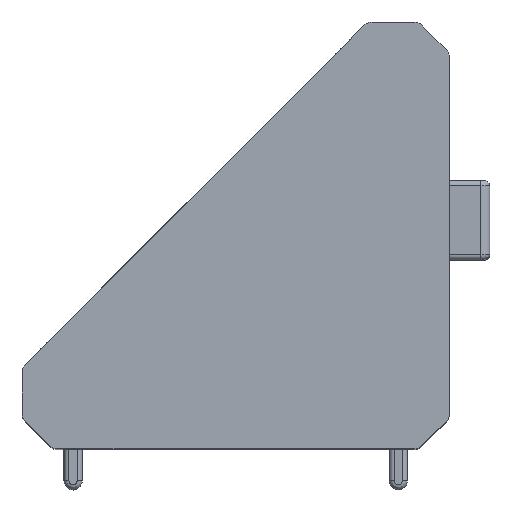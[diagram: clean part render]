
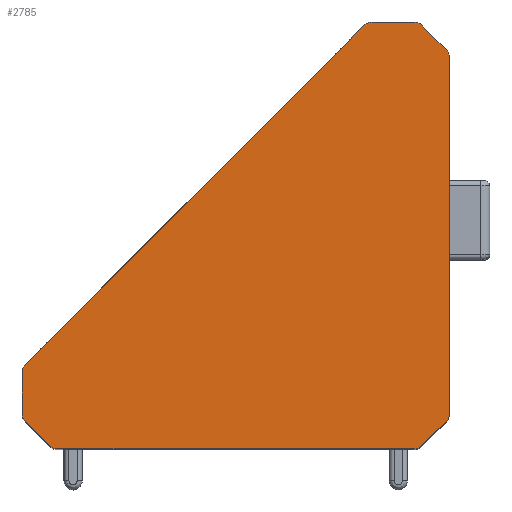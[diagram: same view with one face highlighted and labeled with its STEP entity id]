
A CAD part, top view. The second image highlights one B-rep face of the part: STEP entity #2785.
In plain terms, the highlighted planar face has unit normal (0, 0, 1).
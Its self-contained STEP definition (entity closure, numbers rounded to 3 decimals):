
#16 = CARTESIAN_POINT ( 'NONE',  ( -18.293, -20.707, 21. ) ) ;
#72 = CARTESIAN_POINT ( 'NONE',  ( 20.707, -18.293, 21. ) ) ;
#87 = DIRECTION ( 'NONE',  ( -1., 0., 0. ) ) ;
#93 = ORIENTED_EDGE ( 'NONE', *, *, #1923, .T. ) ;
#114 = VERTEX_POINT ( 'NONE', #16 ) ;
#123 = CARTESIAN_POINT ( 'NONE',  ( -20., -17.586, 21. ) ) ;
#143 = CARTESIAN_POINT ( 'NONE',  ( 17.586, -21., 21. ) ) ;
#157 = VERTEX_POINT ( 'NONE', #1331 ) ;
#209 = VERTEX_POINT ( 'NONE', #72 ) ;
#224 = CARTESIAN_POINT ( 'NONE',  ( -21., -21., 21. ) ) ;
#249 = VERTEX_POINT ( 'NONE', #2974 ) ;
#281 = CARTESIAN_POINT ( 'NONE',  ( 13.414, 20., 21. ) ) ;
#305 = ORIENTED_EDGE ( 'NONE', *, *, #3330, .F. ) ;
#306 = VECTOR ( 'NONE', #3717, 1000. ) ;
#355 = DIRECTION ( 'NONE',  ( 1., 0., 0. ) ) ;
#361 = DIRECTION ( 'NONE',  ( 0., 0., 1. ) ) ;
#382 = AXIS2_PLACEMENT_3D ( 'NONE', #1971, #3943, #1612 ) ;
#383 = DIRECTION ( 'NONE',  ( 1., 0., 0. ) ) ;
#411 = LINE ( 'NONE', #2098, #789 ) ;
#495 = EDGE_CURVE ( 'NONE', #783, #2059, #2110, .T. ) ;
#536 = PLANE ( 'NONE',  #382 ) ;
#551 = LINE ( 'NONE', #3867, #1171 ) ;
#553 = ORIENTED_EDGE ( 'NONE', *, *, #1896, .F. ) ;
#571 = VECTOR ( 'NONE', #3375, 1000. ) ;
#627 = CARTESIAN_POINT ( 'NONE',  ( -17.586, -21., 21. ) ) ;
#629 = VERTEX_POINT ( 'NONE', #1531 ) ;
#642 = DIRECTION ( 'NONE',  ( -1., 0., 0. ) ) ;
#670 = CARTESIAN_POINT ( 'NONE',  ( -21., -13.414, 21. ) ) ;
#672 = AXIS2_PLACEMENT_3D ( 'NONE', #281, #2618, #642 ) ;
#700 = DIRECTION ( 'NONE',  ( -1., 0., 0. ) ) ;
#705 = CARTESIAN_POINT ( 'NONE',  ( -19.5, -19.5, 21. ) ) ;
#713 = ORIENTED_EDGE ( 'NONE', *, *, #2032, .F. ) ;
#717 = VECTOR ( 'NONE', #2212, 1000. ) ;
#783 = VERTEX_POINT ( 'NONE', #2042 ) ;
#789 = VECTOR ( 'NONE', #826, 1000. ) ;
#813 = ORIENTED_EDGE ( 'NONE', *, *, #3814, .T. ) ;
#816 = ORIENTED_EDGE ( 'NONE', *, *, #2458, .F. ) ;
#818 = VECTOR ( 'NONE', #1326, 1000. ) ;
#826 = DIRECTION ( 'NONE',  ( 0., -1., 0. ) ) ;
#831 = CARTESIAN_POINT ( 'NONE',  ( -21., -17.586, 21. ) ) ;
#884 = CARTESIAN_POINT ( 'NONE',  ( 20.707, 18.293, 21. ) ) ;
#910 = LINE ( 'NONE', #2183, #3101 ) ;
#984 = CARTESIAN_POINT ( 'NONE',  ( -20., -13.414, 21. ) ) ;
#1035 = DIRECTION ( 'NONE',  ( -0.707, -0.707, 0. ) ) ;
#1071 = VECTOR ( 'NONE', #1035, 1000. ) ;
#1092 = EDGE_CURVE ( 'NONE', #1649, #157, #3160, .T. ) ;
#1116 = DIRECTION ( 'NONE',  ( 0., 0., -1. ) ) ;
#1171 = VECTOR ( 'NONE', #3825, 1000. ) ;
#1206 = AXIS2_PLACEMENT_3D ( 'NONE', #1322, #361, #383 ) ;
#1233 = CIRCLE ( 'NONE', #1789, 1. ) ;
#1272 = CARTESIAN_POINT ( 'NONE',  ( 19.5, -19.5, 21. ) ) ;
#1305 = CARTESIAN_POINT ( 'NONE',  ( 13., 21., 21. ) ) ;
#1306 = ORIENTED_EDGE ( 'NONE', *, *, #3074, .F. ) ;
#1322 = CARTESIAN_POINT ( 'NONE',  ( -17.586, -20., 21. ) ) ;
#1325 = EDGE_CURVE ( 'NONE', #249, #3437, #2539, .T. ) ;
#1326 = DIRECTION ( 'NONE',  ( 0.707, 0.707, 0. ) ) ;
#1331 = CARTESIAN_POINT ( 'NONE',  ( -20.707, -18.293, 21. ) ) ;
#1339 = EDGE_CURVE ( 'NONE', #209, #3738, #3626, .T. ) ;
#1391 = CARTESIAN_POINT ( 'NONE',  ( 19.5, 19.5, 21. ) ) ;
#1492 = EDGE_CURVE ( 'NONE', #2059, #2050, #3213, .T. ) ;
#1531 = CARTESIAN_POINT ( 'NONE',  ( 21., -17.586, 21. ) ) ;
#1612 = DIRECTION ( 'NONE',  ( 1., 0., 0. ) ) ;
#1643 = ORIENTED_EDGE ( 'NONE', *, *, #1339, .F. ) ;
#1649 = VERTEX_POINT ( 'NONE', #831 ) ;
#1669 = DIRECTION ( 'NONE',  ( 0., 0., 1. ) ) ;
#1740 = CARTESIAN_POINT ( 'NONE',  ( 18.293, -20.707, 21. ) ) ;
#1789 = AXIS2_PLACEMENT_3D ( 'NONE', #2060, #4080, #2438 ) ;
#1896 = EDGE_CURVE ( 'NONE', #114, #157, #3975, .T. ) ;
#1900 = VERTEX_POINT ( 'NONE', #3355 ) ;
#1923 = EDGE_CURVE ( 'NONE', #114, #2832, #3089, .T. ) ;
#1971 = CARTESIAN_POINT ( 'NONE',  ( 4.441, -4.441, 21. ) ) ;
#1990 = LINE ( 'NONE', #1305, #818 ) ;
#1999 = DIRECTION ( 'NONE',  ( 0., 0., 1. ) ) ;
#2010 = AXIS2_PLACEMENT_3D ( 'NONE', #2466, #3462, #87 ) ;
#2032 = EDGE_CURVE ( 'NONE', #2946, #1900, #551, .T. ) ;
#2042 = CARTESIAN_POINT ( 'NONE',  ( 18.293, 20.707, 21. ) ) ;
#2050 = VERTEX_POINT ( 'NONE', #3591 ) ;
#2059 = VERTEX_POINT ( 'NONE', #884 ) ;
#2060 = CARTESIAN_POINT ( 'NONE',  ( 17.586, 20., 21. ) ) ;
#2098 = CARTESIAN_POINT ( 'NONE',  ( 21., -21., 21. ) ) ;
#2103 = AXIS2_PLACEMENT_3D ( 'NONE', #2481, #1116, #700 ) ;
#2110 = LINE ( 'NONE', #1391, #306 ) ;
#2122 = ORIENTED_EDGE ( 'NONE', *, *, #1492, .F. ) ;
#2146 = CIRCLE ( 'NONE', #672, 1. ) ;
#2183 = CARTESIAN_POINT ( 'NONE',  ( -21., -13., 21. ) ) ;
#2194 = EDGE_CURVE ( 'NONE', #249, #3204, #1990, .T. ) ;
#2212 = DIRECTION ( 'NONE',  ( -1., 0., 0. ) ) ;
#2356 = CIRCLE ( 'NONE', #3395, 1. ) ;
#2370 = EDGE_LOOP ( 'NONE', ( #816, #3186, #1643, #3560, #1306, #2122, #3729, #3422, #713, #813, #2985, #3379, #305, #4155, #553, #93 ) ) ;
#2405 = VERTEX_POINT ( 'NONE', #143 ) ;
#2413 = CARTESIAN_POINT ( 'NONE',  ( 13.414, 21., 21. ) ) ;
#2423 = DIRECTION ( 'NONE',  ( 0., 0., 1. ) ) ;
#2438 = DIRECTION ( 'NONE',  ( 1., 0., 0. ) ) ;
#2458 = EDGE_CURVE ( 'NONE', #2405, #2832, #3554, .T. ) ;
#2466 = CARTESIAN_POINT ( 'NONE',  ( 17.586, -20., 21. ) ) ;
#2481 = CARTESIAN_POINT ( 'NONE',  ( 20., 17.586, 21. ) ) ;
#2522 = CARTESIAN_POINT ( 'NONE',  ( 20., -17.586, 21. ) ) ;
#2537 = FACE_OUTER_BOUND ( 'NONE', #2370, .T. ) ;
#2539 = CIRCLE ( 'NONE', #2955, 1. ) ;
#2618 = DIRECTION ( 'NONE',  ( 0., 0., 1. ) ) ;
#2711 = CIRCLE ( 'NONE', #2010, 1. ) ;
#2760 = CARTESIAN_POINT ( 'NONE',  ( 12.707, 20.707, 21. ) ) ;
#2785 = ADVANCED_FACE ( 'NONE', ( #2537 ), #536, .T. ) ;
#2808 = DIRECTION ( 'NONE',  ( -1., 0., 0. ) ) ;
#2832 = VERTEX_POINT ( 'NONE', #627 ) ;
#2891 = AXIS2_PLACEMENT_3D ( 'NONE', #123, #2423, #2808 ) ;
#2946 = VERTEX_POINT ( 'NONE', #2413 ) ;
#2955 = AXIS2_PLACEMENT_3D ( 'NONE', #984, #1669, #3970 ) ;
#2974 = CARTESIAN_POINT ( 'NONE',  ( -20.707, -12.707, 21. ) ) ;
#2985 = ORIENTED_EDGE ( 'NONE', *, *, #2194, .F. ) ;
#3074 = EDGE_CURVE ( 'NONE', #2050, #629, #411, .T. ) ;
#3089 = CIRCLE ( 'NONE', #1206, 1. ) ;
#3101 = VECTOR ( 'NONE', #3506, 1000. ) ;
#3160 = CIRCLE ( 'NONE', #2891, 1. ) ;
#3186 = ORIENTED_EDGE ( 'NONE', *, *, #3483, .T. ) ;
#3204 = VERTEX_POINT ( 'NONE', #2760 ) ;
#3213 = CIRCLE ( 'NONE', #2103, 1. ) ;
#3330 = EDGE_CURVE ( 'NONE', #1649, #3437, #910, .T. ) ;
#3355 = CARTESIAN_POINT ( 'NONE',  ( 17.586, 21., 21. ) ) ;
#3375 = DIRECTION ( 'NONE',  ( -0.707, 0.707, 0. ) ) ;
#3379 = ORIENTED_EDGE ( 'NONE', *, *, #1325, .T. ) ;
#3395 = AXIS2_PLACEMENT_3D ( 'NONE', #2522, #1999, #355 ) ;
#3422 = ORIENTED_EDGE ( 'NONE', *, *, #4289, .F. ) ;
#3437 = VERTEX_POINT ( 'NONE', #670 ) ;
#3462 = DIRECTION ( 'NONE',  ( 0., 0., 1. ) ) ;
#3483 = EDGE_CURVE ( 'NONE', #2405, #3738, #2711, .T. ) ;
#3506 = DIRECTION ( 'NONE',  ( 0., 1., 0. ) ) ;
#3554 = LINE ( 'NONE', #224, #717 ) ;
#3560 = ORIENTED_EDGE ( 'NONE', *, *, #4150, .T. ) ;
#3591 = CARTESIAN_POINT ( 'NONE',  ( 21., 17.586, 21. ) ) ;
#3626 = LINE ( 'NONE', #1272, #1071 ) ;
#3717 = DIRECTION ( 'NONE',  ( 0.707, -0.707, 0. ) ) ;
#3729 = ORIENTED_EDGE ( 'NONE', *, *, #495, .F. ) ;
#3738 = VERTEX_POINT ( 'NONE', #1740 ) ;
#3814 = EDGE_CURVE ( 'NONE', #2946, #3204, #2146, .T. ) ;
#3825 = DIRECTION ( 'NONE',  ( 1., 0., 0. ) ) ;
#3867 = CARTESIAN_POINT ( 'NONE',  ( 21., 21., 21. ) ) ;
#3943 = DIRECTION ( 'NONE',  ( 0., 0., 1. ) ) ;
#3970 = DIRECTION ( 'NONE',  ( -1., 0., 0. ) ) ;
#3975 = LINE ( 'NONE', #705, #571 ) ;
#4080 = DIRECTION ( 'NONE',  ( 0., 0., -1. ) ) ;
#4150 = EDGE_CURVE ( 'NONE', #209, #629, #2356, .T. ) ;
#4155 = ORIENTED_EDGE ( 'NONE', *, *, #1092, .T. ) ;
#4289 = EDGE_CURVE ( 'NONE', #1900, #783, #1233, .T. ) ;
